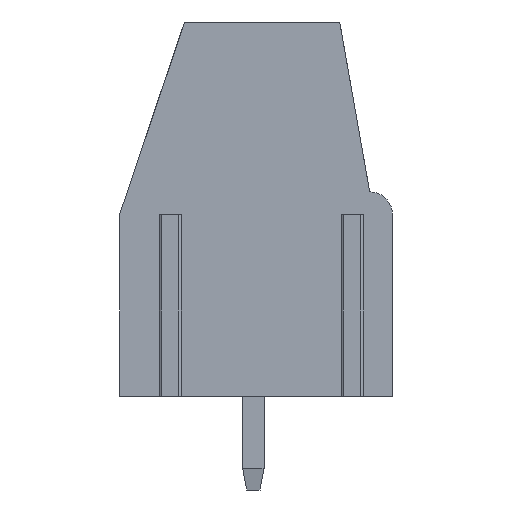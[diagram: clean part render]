
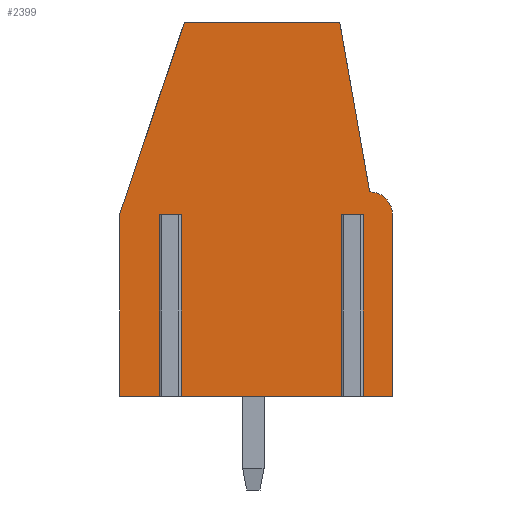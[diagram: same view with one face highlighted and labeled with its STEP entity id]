
A CAD part, left-side view. The second image highlights one B-rep face of the part: STEP entity #2399.
In plain terms, the highlighted planar face has unit normal (-1, 0, 0).
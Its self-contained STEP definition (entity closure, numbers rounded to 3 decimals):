
#140=FACE_OUTER_BOUND('',#273,.T.);
#273=EDGE_LOOP('',(#1530,#1531,#1532,#1533,#1534,#1535,#1536,#1537,#1538,
#1539,#1540,#1541,#1542,#1543,#1544));
#411=LINE('',#3449,#618);
#419=LINE('',#3468,#626);
#420=LINE('',#3472,#627);
#421=LINE('',#3474,#628);
#422=LINE('',#3476,#629);
#423=LINE('',#3478,#630);
#424=LINE('',#3480,#631);
#425=LINE('',#3481,#632);
#426=LINE('',#3483,#633);
#427=LINE('',#3485,#634);
#428=LINE('',#3489,#635);
#429=LINE('',#3491,#636);
#430=LINE('',#3493,#637);
#431=LINE('',#3494,#638);
#618=VECTOR('',#2780,0.57);
#626=VECTOR('',#2800,6.8);
#627=VECTOR('',#2803,1.615);
#628=VECTOR('',#2804,6.8);
#629=VECTOR('',#2805,0.57);
#630=VECTOR('',#2806,6.8);
#631=VECTOR('',#2807,6.23);
#632=VECTOR('',#2808,6.8);
#633=VECTOR('',#2809,1.215);
#634=VECTOR('',#2810,6.8);
#635=VECTOR('',#2813,6.448);
#636=VECTOR('',#2814,5.8);
#637=VECTOR('',#2815,7.599);
#638=VECTOR('',#2816,6.8);
#827=CIRCLE('',#2551,0.85);
#917=VERTEX_POINT('',#3446);
#918=VERTEX_POINT('',#3448);
#923=VERTEX_POINT('',#3466);
#924=VERTEX_POINT('',#3470);
#925=VERTEX_POINT('',#3471);
#926=VERTEX_POINT('',#3473);
#927=VERTEX_POINT('',#3475);
#928=VERTEX_POINT('',#3477);
#929=VERTEX_POINT('',#3479);
#930=VERTEX_POINT('',#3482);
#931=VERTEX_POINT('',#3484);
#932=VERTEX_POINT('',#3486);
#933=VERTEX_POINT('',#3488);
#934=VERTEX_POINT('',#3490);
#935=VERTEX_POINT('',#3492);
#1153=EDGE_CURVE('',#917,#918,#411,.T.);
#1163=EDGE_CURVE('',#923,#917,#419,.T.);
#1164=EDGE_CURVE('',#924,#925,#420,.T.);
#1165=EDGE_CURVE('',#924,#926,#421,.T.);
#1166=EDGE_CURVE('',#926,#927,#422,.T.);
#1167=EDGE_CURVE('',#927,#928,#423,.T.);
#1168=EDGE_CURVE('',#928,#929,#424,.T.);
#1169=EDGE_CURVE('',#929,#918,#425,.T.);
#1170=EDGE_CURVE('',#930,#923,#426,.T.);
#1171=EDGE_CURVE('',#930,#931,#427,.T.);
#1172=EDGE_CURVE('',#932,#931,#827,.T.);
#1173=EDGE_CURVE('',#933,#932,#428,.T.);
#1174=EDGE_CURVE('',#933,#934,#429,.T.);
#1175=EDGE_CURVE('',#935,#934,#430,.T.);
#1176=EDGE_CURVE('',#935,#925,#431,.T.);
#1530=ORIENTED_EDGE('',*,*,#1164,.F.);
#1531=ORIENTED_EDGE('',*,*,#1165,.T.);
#1532=ORIENTED_EDGE('',*,*,#1166,.T.);
#1533=ORIENTED_EDGE('',*,*,#1167,.T.);
#1534=ORIENTED_EDGE('',*,*,#1168,.T.);
#1535=ORIENTED_EDGE('',*,*,#1169,.T.);
#1536=ORIENTED_EDGE('',*,*,#1153,.F.);
#1537=ORIENTED_EDGE('',*,*,#1163,.F.);
#1538=ORIENTED_EDGE('',*,*,#1170,.F.);
#1539=ORIENTED_EDGE('',*,*,#1171,.T.);
#1540=ORIENTED_EDGE('',*,*,#1172,.F.);
#1541=ORIENTED_EDGE('',*,*,#1173,.F.);
#1542=ORIENTED_EDGE('',*,*,#1174,.T.);
#1543=ORIENTED_EDGE('',*,*,#1175,.F.);
#1544=ORIENTED_EDGE('',*,*,#1176,.T.);
#2229=PLANE('',#2550);
#2399=ADVANCED_FACE('',(#140),#2229,.F.);
#2550=AXIS2_PLACEMENT_3D('',#3469,#2801,#2802);
#2551=AXIS2_PLACEMENT_3D('',#3487,#2811,#2812);
#2780=DIRECTION('',(0.,1.,0.));
#2800=DIRECTION('',(0.,0.,1.));
#2801=DIRECTION('center_axis',(1.,0.,0.));
#2802=DIRECTION('ref_axis',(0.,1.,0.));
#2803=DIRECTION('',(0.,1.,0.));
#2804=DIRECTION('',(0.,0.,1.));
#2805=DIRECTION('',(0.,-1.,0.));
#2806=DIRECTION('',(0.,0.,-1.));
#2807=DIRECTION('',(0.,-1.,0.));
#2808=DIRECTION('',(0.,0.,1.));
#2809=DIRECTION('',(0.,1.,0.));
#2810=DIRECTION('',(0.,0.,1.));
#2811=DIRECTION('center_axis',(1.,0.,0.));
#2812=DIRECTION('ref_axis',(0.,0.,
1.));
#2813=DIRECTION('',(0.,-0.174,-0.985));
#2814=DIRECTION('',(0.,1.,0.));
#2815=DIRECTION('',(0.,-0.32,0.947));
#2816=DIRECTION('',(0.,0.,-1.));
#3446=CARTESIAN_POINT('',(-5.08,-3.985,6.8));
#3448=CARTESIAN_POINT('',(-5.08,-3.415,6.8));
#3449=CARTESIAN_POINT('',(-5.08,-3.985,6.8));
#3466=CARTESIAN_POINT('',(-5.08,-3.985,0.));
#3468=CARTESIAN_POINT('',(-5.08,-3.985,0.));
#3469=CARTESIAN_POINT('Origin',(-5.08,-0.1,6.9));
#3470=CARTESIAN_POINT('',(-5.08,3.385,0.));
#3471=CARTESIAN_POINT('',(-5.08,5.,0.));
#3472=CARTESIAN_POINT('',(-5.08,3.385,0.));
#3473=CARTESIAN_POINT('',(-5.08,3.385,6.8));
#3474=CARTESIAN_POINT('',(-5.08,3.385,0.));
#3475=CARTESIAN_POINT('',(-5.08,2.815,6.8));
#3476=CARTESIAN_POINT('',(-5.08,3.385,6.8));
#3477=CARTESIAN_POINT('',(-5.08,2.815,0.));
#3478=CARTESIAN_POINT('',(-5.08,2.815,6.8));
#3479=CARTESIAN_POINT('',(-5.08,-3.415,0.));
#3480=CARTESIAN_POINT('',(-5.08,2.815,0.));
#3481=CARTESIAN_POINT('',(-5.08,-3.415,0.));
#3482=CARTESIAN_POINT('',(-5.08,-5.2,0.));
#3483=CARTESIAN_POINT('',(-5.08,-5.2,0.));
#3484=CARTESIAN_POINT('',(-5.08,-5.2,6.8));
#3485=CARTESIAN_POINT('',(-5.08,-5.2,0.));
#3486=CARTESIAN_POINT('',(-5.08,-4.35,7.65));
#3487=CARTESIAN_POINT('Origin',(-5.08,-4.35,6.8));
#3488=CARTESIAN_POINT('',(-5.08,-3.23,14.));
#3489=CARTESIAN_POINT('',(-5.08,-3.23,14.));
#3490=CARTESIAN_POINT('',(-5.08,2.57,14.));
#3491=CARTESIAN_POINT('',(-5.08,-3.23,14.));
#3492=CARTESIAN_POINT('',(-5.08,5.,6.8));
#3493=CARTESIAN_POINT('',(-5.08,5.,6.8));
#3494=CARTESIAN_POINT('',(-5.08,5.,6.8));
